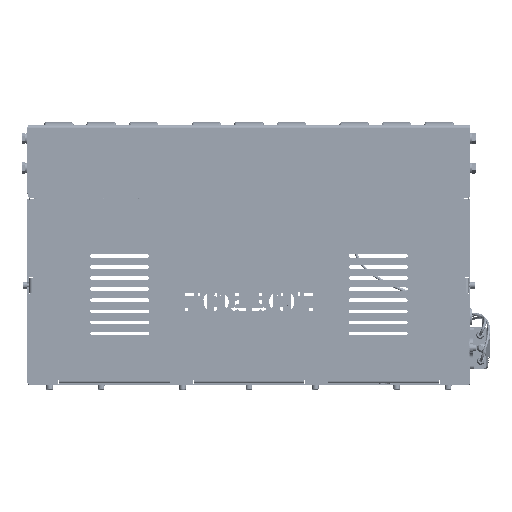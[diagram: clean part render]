
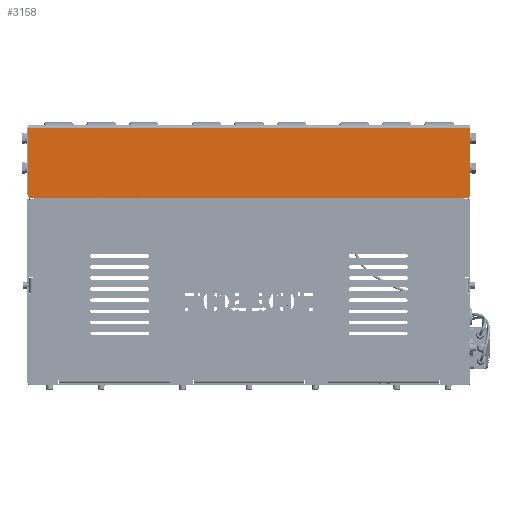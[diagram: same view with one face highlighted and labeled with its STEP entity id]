
A CAD part, top view. The second image highlights one B-rep face of the part: STEP entity #3158.
In plain terms, the highlighted planar face has unit normal (0, 0, 1).
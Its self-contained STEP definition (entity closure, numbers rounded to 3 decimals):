
#2000 = DIRECTION ( 'NONE',  ( 0., 0., -1. ) ) ;
#3158 = ADVANCED_FACE ( 'NONE', ( #212069 ), #60501, .F. ) ;
#3696 = CARTESIAN_POINT ( 'NONE',  ( 299.5, -94., 100. ) ) ;
#6046 = ORIENTED_EDGE ( 'NONE', *, *, #266333, .T. ) ;
#7988 = ORIENTED_EDGE ( 'NONE', *, *, #316576, .T. ) ;
#8022 = EDGE_LOOP ( 'NONE', ( #59901, #270035, #37348, #6046, #7988, #297724 ) ) ;
#37348 = ORIENTED_EDGE ( 'NONE', *, *, #74030, .T. ) ;
#46742 = CARTESIAN_POINT ( 'NONE',  ( -294.5, -99., 100. ) ) ;
#53698 = CARTESIAN_POINT ( 'NONE',  ( -294.5, -94., 100. ) ) ;
#59901 = ORIENTED_EDGE ( 'NONE', *, *, #66778, .T. ) ;
#60501 = PLANE ( 'NONE',  #147428 ) ;
#66778 = EDGE_CURVE ( 'NONE', #264349, #217979, #266269, .T. ) ;
#71940 = DIRECTION ( 'NONE',  ( 1., 0., 0. ) ) ;
#71970 = EDGE_CURVE ( 'NONE', #217979, #91044, #217247, .T. ) ;
#73644 = LINE ( 'NONE', #94344, #290238 ) ;
#74030 = EDGE_CURVE ( 'NONE', #91044, #120685, #73644, .T. ) ;
#81312 = CARTESIAN_POINT ( 'NONE',  ( 299.5, 0., 100. ) ) ;
#88027 = DIRECTION ( 'NONE',  ( 0., 1., 0. ) ) ;
#91044 = VERTEX_POINT ( 'NONE', #46742 ) ;
#94344 = CARTESIAN_POINT ( 'NONE',  ( 0., -99., 100. ) ) ;
#94360 = AXIS2_PLACEMENT_3D ( 'NONE', #113943, #296453, #312553 ) ;
#113943 = CARTESIAN_POINT ( 'NONE',  ( 294.5, -94., 100. ) ) ;
#120685 = VERTEX_POINT ( 'NONE', #201773 ) ;
#134542 = DIRECTION ( 'NONE',  ( 0., 1., 0. ) ) ;
#135359 = DIRECTION ( 'NONE',  ( 0., -1., 0. ) ) ;
#142381 = LINE ( 'NONE', #166488, #238423 ) ;
#144805 = CARTESIAN_POINT ( 'NONE',  ( 299.5, -4., 100. ) ) ;
#147428 = AXIS2_PLACEMENT_3D ( 'NONE', #265406, #2000, #88027 ) ;
#149362 = CIRCLE ( 'NONE', #94360, 5. ) ;
#166488 = CARTESIAN_POINT ( 'NONE',  ( 299.5, -4., 100. ) ) ;
#171564 = DIRECTION ( 'NONE',  ( 1., 0., 0. ) ) ;
#175643 = VECTOR ( 'NONE', #135359, 1000. ) ;
#178594 = AXIS2_PLACEMENT_3D ( 'NONE', #53698, #213816, #134542 ) ;
#185306 = VERTEX_POINT ( 'NONE', #144805 ) ;
#201773 = CARTESIAN_POINT ( 'NONE',  ( 294.5, -99., 100. ) ) ;
#212069 = FACE_OUTER_BOUND ( 'NONE', #8022, .T. ) ;
#212997 = VECTOR ( 'NONE', #213844, 1000. ) ;
#213816 = DIRECTION ( 'NONE',  ( 0., 0., 1. ) ) ;
#213844 = DIRECTION ( 'NONE',  ( 0., 1., 0. ) ) ;
#217247 = CIRCLE ( 'NONE', #178594, 5. ) ;
#217979 = VERTEX_POINT ( 'NONE', #332821 ) ;
#238423 = VECTOR ( 'NONE', #171564, 1000. ) ;
#264349 = VERTEX_POINT ( 'NONE', #320399 ) ;
#265406 = CARTESIAN_POINT ( 'NONE',  ( 0., 0., 100. ) ) ;
#266269 = LINE ( 'NONE', #290417, #175643 ) ;
#266333 = EDGE_CURVE ( 'NONE', #120685, #334077, #149362, .T. ) ;
#268886 = LINE ( 'NONE', #81312, #212997 ) ;
#270035 = ORIENTED_EDGE ( 'NONE', *, *, #71970, .T. ) ;
#290238 = VECTOR ( 'NONE', #71940, 1000. ) ;
#290417 = CARTESIAN_POINT ( 'NONE',  ( -299.5, 0., 100. ) ) ;
#296453 = DIRECTION ( 'NONE',  ( 0., 0., 1. ) ) ;
#297724 = ORIENTED_EDGE ( 'NONE', *, *, #303467, .F. ) ;
#303467 = EDGE_CURVE ( 'NONE', #264349, #185306, #142381, .T. ) ;
#312553 = DIRECTION ( 'NONE',  ( 0., 1., 0. ) ) ;
#316576 = EDGE_CURVE ( 'NONE', #334077, #185306, #268886, .T. ) ;
#320399 = CARTESIAN_POINT ( 'NONE',  ( -299.5, -4., 100. ) ) ;
#332821 = CARTESIAN_POINT ( 'NONE',  ( -299.5, -94., 100. ) ) ;
#334077 = VERTEX_POINT ( 'NONE', #3696 ) ;
